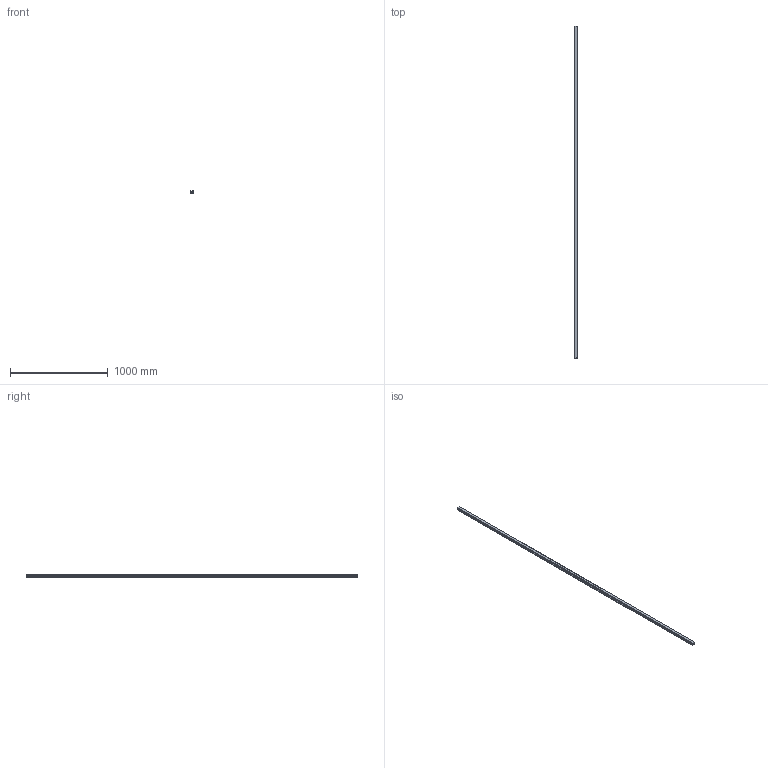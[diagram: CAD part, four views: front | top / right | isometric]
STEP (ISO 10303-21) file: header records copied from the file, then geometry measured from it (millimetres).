
FILE_DESCRIPTION(('STEP AP214'),'1');
FILE_NAME('cctmp_E5C4AD8E-0FAB-4AEB-9746-3E616B571E04_2021_01_27_11_13_18_0603..stp','2021-01-27T10:13:18',('HIWIN GmbH'),('CADClick - www.CADClick.com'),'Spatial InterOp 3D',' ','unknown authorization');
FILE_SCHEMA(('AUTOMOTIVE_DESIGN'));
Length unit declared in the file: millimetre
Products named in the file (1): HGR35T3390C_FILE
Bounding box: 34 x 3390 x 29 mm (x, y, z)
Volume: 2858964.1 mm3; surface area: 459207 mm2
Topology: 1 solids, 1 shells, 287 faces, 757 edges, 433 vertices
Faces by surface type: cylinder 108, plane 93, cone 86
Entity records: 10497 total; most frequent: DIRECTION 1463, CARTESIAN_POINT 1392, ORIENTED_EDGE 1342, EDGE_CURVE 671, AXIS2_PLACEMENT_3D 504, LINE 455, VECTOR 455, VERTEX_POINT 433
